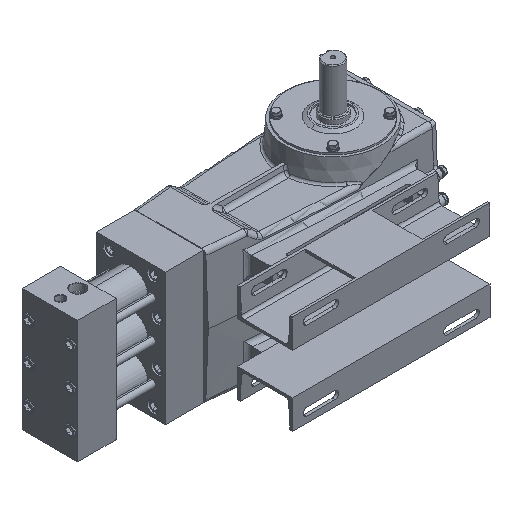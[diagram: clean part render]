
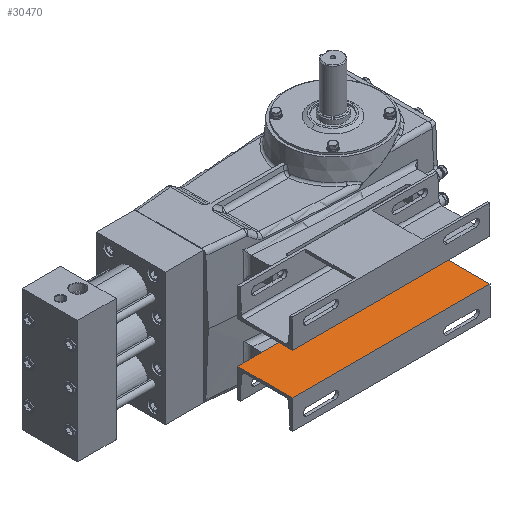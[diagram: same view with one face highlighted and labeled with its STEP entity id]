
A CAD part, isometric view. The second image highlights one B-rep face of the part: STEP entity #30470.
In plain terms, the highlighted planar face has unit normal (0, 0, 1).
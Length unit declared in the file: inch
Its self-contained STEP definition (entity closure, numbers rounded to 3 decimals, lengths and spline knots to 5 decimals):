
#933 = DIRECTION ( 'NONE',  ( 1., 0., 0. ) ) ;
#1451 = DIRECTION ( 'NONE',  ( 0., 1., 0. ) ) ;
#1777 = ORIENTED_EDGE ( 'NONE', *, *, #16722, .F. ) ;
#3801 = CARTESIAN_POINT ( 'NONE',  ( -21.38431, -13.68254, -1.85331 ) ) ;
#4583 = CARTESIAN_POINT ( 'NONE',  ( -21.38431, -18.60254, -1.85331 ) ) ;
#5261 = VECTOR ( 'NONE', #37201, 39.37008 ) ;
#6847 = CARTESIAN_POINT ( 'NONE',  ( -21.38431, -18.60254, -1.85331 ) ) ;
#7080 = DIRECTION ( 'NONE',  ( 0., 1., 0. ) ) ;
#7797 = VECTOR ( 'NONE', #933, 39.37008 ) ;
#8770 = VECTOR ( 'NONE', #7080, 39.37008 ) ;
#8976 = PLANE ( 'NONE',  #21607 ) ;
#9149 = DIRECTION ( 'NONE',  ( -1., 0., 0. ) ) ;
#14361 = CARTESIAN_POINT ( 'NONE',  ( -3.63431, -18.60254, -1.85331 ) ) ;
#16722 = EDGE_CURVE ( 'NONE', #21254, #44676, #19787, .T. ) ;
#16794 = VERTEX_POINT ( 'NONE', #14361 ) ;
#18117 = ORIENTED_EDGE ( 'NONE', *, *, #53418, .F. ) ;
#18691 = VECTOR ( 'NONE', #1451, 39.37008 ) ;
#19370 = CARTESIAN_POINT ( 'NONE',  ( -21.38431, -18.60254, -1.85331 ) ) ;
#19594 = CARTESIAN_POINT ( 'NONE',  ( -3.63431, -13.68254, -1.85331 ) ) ;
#19787 = LINE ( 'NONE', #52706, #7797 ) ;
#21254 = VERTEX_POINT ( 'NONE', #3801 ) ;
#21607 = AXIS2_PLACEMENT_3D ( 'NONE', #4583, #36068, #9149 ) ;
#27162 = VERTEX_POINT ( 'NONE', #6847 ) ;
#29533 = EDGE_CURVE ( 'NONE', #27162, #16794, #53009, .T. ) ;
#30470 = ADVANCED_FACE ( 'NONE', ( #45981 ), #8976, .F. ) ;
#36068 = DIRECTION ( 'NONE',  ( 0., 0., -1. ) ) ;
#37201 = DIRECTION ( 'NONE',  ( 1., 0., 0. ) ) ;
#38539 = CARTESIAN_POINT ( 'NONE',  ( -3.63431, -18.60254, -1.85331 ) ) ;
#39061 = ORIENTED_EDGE ( 'NONE', *, *, #57702, .T. ) ;
#41692 = ORIENTED_EDGE ( 'NONE', *, *, #29533, .T. ) ;
#44676 = VERTEX_POINT ( 'NONE', #19594 ) ;
#45981 = FACE_OUTER_BOUND ( 'NONE', #51263, .T. ) ;
#51263 = EDGE_LOOP ( 'NONE', ( #39061, #1777, #18117, #41692 ) ) ;
#52706 = CARTESIAN_POINT ( 'NONE',  ( -21.38431, -13.68254, -1.85331 ) ) ;
#53009 = LINE ( 'NONE', #19370, #5261 ) ;
#53418 = EDGE_CURVE ( 'NONE', #27162, #21254, #55789, .T. ) ;
#55033 = LINE ( 'NONE', #38539, #8770 ) ;
#55251 = CARTESIAN_POINT ( 'NONE',  ( -21.38431, -18.60254, -1.85331 ) ) ;
#55789 = LINE ( 'NONE', #55251, #18691 ) ;
#57702 = EDGE_CURVE ( 'NONE', #16794, #44676, #55033, .T. ) ;
